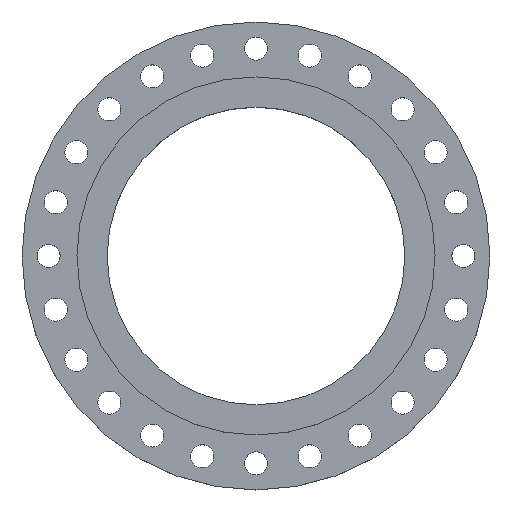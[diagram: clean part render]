
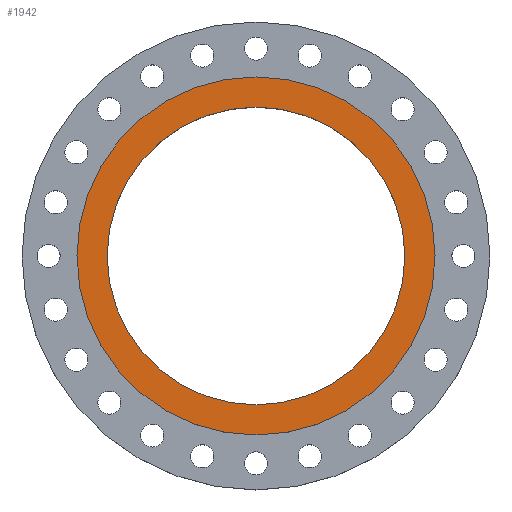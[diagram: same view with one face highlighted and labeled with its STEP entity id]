
A CAD part, top view. The second image highlights one B-rep face of the part: STEP entity #1942.
In plain terms, the highlighted planar face has unit normal (0, 0, 1).
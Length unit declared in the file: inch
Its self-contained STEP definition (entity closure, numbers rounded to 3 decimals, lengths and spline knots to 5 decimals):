
#61 = EDGE_CURVE ( 'NONE', #1227, #2075, #70, .T. ) ;
#70 = CIRCLE ( 'NONE', #1307, 10.5 ) ;
#84 = DIRECTION ( 'NONE',  ( -1., 0., 0. ) ) ;
#153 = CARTESIAN_POINT ( 'NONE',  ( -10.5, 0., 0. ) ) ;
#185 = DIRECTION ( 'NONE',  ( 0., 0., 1. ) ) ;
#236 = AXIS2_PLACEMENT_3D ( 'NONE', #2051, #976, #84 ) ;
#385 = DIRECTION ( 'NONE',  ( 0., 0., 1. ) ) ;
#444 = EDGE_CURVE ( 'NONE', #2010, #1748, #2033, .T. ) ;
#536 = CARTESIAN_POINT ( 'NONE',  ( 0., 0., 0. ) ) ;
#624 = FACE_BOUND ( 'NONE', #1800, .T. ) ;
#861 = EDGE_LOOP ( 'NONE', ( #1137, #1347 ) ) ;
#897 = DIRECTION ( 'NONE',  ( 1., 0., 0. ) ) ;
#954 = CARTESIAN_POINT ( 'NONE',  ( 0., 0., 0. ) ) ;
#975 = DIRECTION ( 'NONE',  ( 0., 0., 1. ) ) ;
#976 = DIRECTION ( 'NONE',  ( 0., 0., -1. ) ) ;
#978 = CIRCLE ( 'NONE', #1280, 10.5 ) ;
#1040 = AXIS2_PLACEMENT_3D ( 'NONE', #1972, #385, #897 ) ;
#1105 = EDGE_CURVE ( 'NONE', #2075, #1227, #978, .T. ) ;
#1137 = ORIENTED_EDGE ( 'NONE', *, *, #444, .T. ) ;
#1220 = DIRECTION ( 'NONE',  ( 0., 0., 1. ) ) ;
#1227 = VERTEX_POINT ( 'NONE', #1299 ) ;
#1280 = AXIS2_PLACEMENT_3D ( 'NONE', #536, #185, #1634 ) ;
#1299 = CARTESIAN_POINT ( 'NONE',  ( 10.5, 0., 0. ) ) ;
#1307 = AXIS2_PLACEMENT_3D ( 'NONE', #954, #975, #1325 ) ;
#1325 = DIRECTION ( 'NONE',  ( 1., 0., 0. ) ) ;
#1327 = FACE_OUTER_BOUND ( 'NONE', #861, .T. ) ;
#1347 = ORIENTED_EDGE ( 'NONE', *, *, #2275, .T. ) ;
#1351 = AXIS2_PLACEMENT_3D ( 'NONE', #2135, #1220, #1949 ) ;
#1553 = ORIENTED_EDGE ( 'NONE', *, *, #1105, .F. ) ;
#1634 = DIRECTION ( 'NONE',  ( 1., 0., 0. ) ) ;
#1748 = VERTEX_POINT ( 'NONE', #1808 ) ;
#1800 = EDGE_LOOP ( 'NONE', ( #1965, #1553 ) ) ;
#1808 = CARTESIAN_POINT ( 'NONE',  ( -12.625, 0., 0. ) ) ;
#1942 = ADVANCED_FACE ( 'NONE', ( #624, #1327 ), #2243, .F. ) ;
#1949 = DIRECTION ( 'NONE',  ( 1., 0., 0. ) ) ;
#1965 = ORIENTED_EDGE ( 'NONE', *, *, #61, .F. ) ;
#1972 = CARTESIAN_POINT ( 'NONE',  ( 0., 0., 0. ) ) ;
#2010 = VERTEX_POINT ( 'NONE', #2246 ) ;
#2033 = CIRCLE ( 'NONE', #1351, 12.625 ) ;
#2051 = CARTESIAN_POINT ( 'NONE',  ( 0., 10.5, 0. ) ) ;
#2061 = CIRCLE ( 'NONE', #1040, 12.625 ) ;
#2075 = VERTEX_POINT ( 'NONE', #153 ) ;
#2135 = CARTESIAN_POINT ( 'NONE',  ( 0., 0., 0. ) ) ;
#2243 = PLANE ( 'NONE',  #236 ) ;
#2246 = CARTESIAN_POINT ( 'NONE',  ( 12.625, 0., 0. ) ) ;
#2275 = EDGE_CURVE ( 'NONE', #1748, #2010, #2061, .T. ) ;
